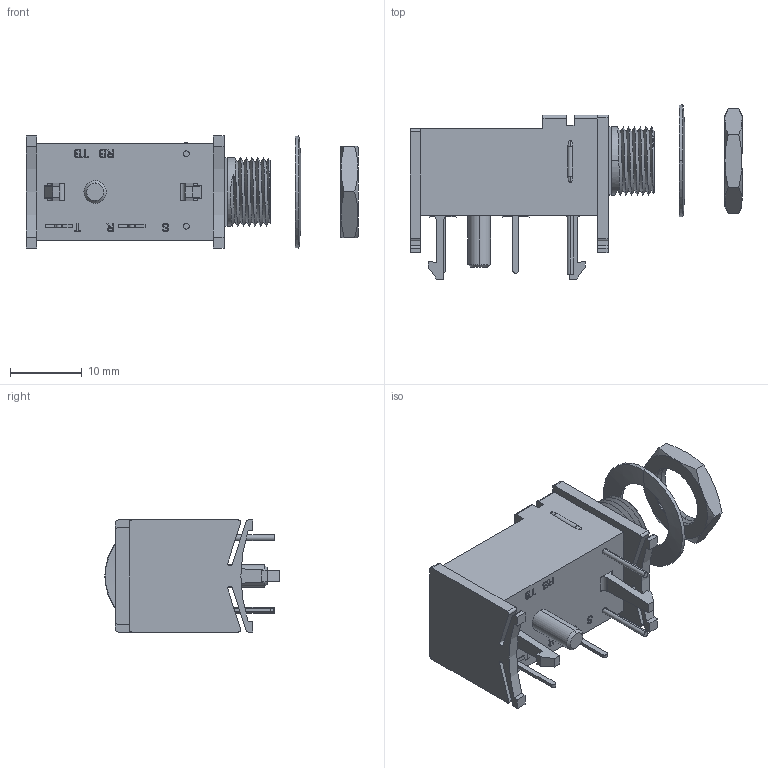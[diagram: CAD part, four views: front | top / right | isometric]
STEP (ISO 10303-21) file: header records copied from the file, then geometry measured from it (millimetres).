
FILE_DESCRIPTION (( 'STEP AP214' ), '1' );
FILE_NAME ('SN49C12B_FreeState.STEP', '2016-10-21T19:09:02', ( '' ), ( '' ), 'SwSTEP 2.0', 'SolidWorks 2014', '' );
FILE_SCHEMA (( 'AUTOMOTIVE_DESIGN' ));
Length unit declared in the file: inch
Products named in the file (1): SN49C12B_FreeState
Bounding box: 46.3 x 24.3 x 15.62 mm (x, y, z)
Volume: 4656.8 mm3; surface area: 4245.2 mm2
Topology: 3 solids, 3 shells, 260 faces, 782 edges, 555 vertices
Faces by surface type: plane 146, cylinder 62, cone 36, bspline 16
Entity records: 12001 total; most frequent: CARTESIAN_POINT 4733, ORIENTED_EDGE 1564, DIRECTION 1156, EDGE_CURVE 782, VERTEX_POINT 555, AXIS2_PLACEMENT_3D 394, VECTOR 368, LINE 368
